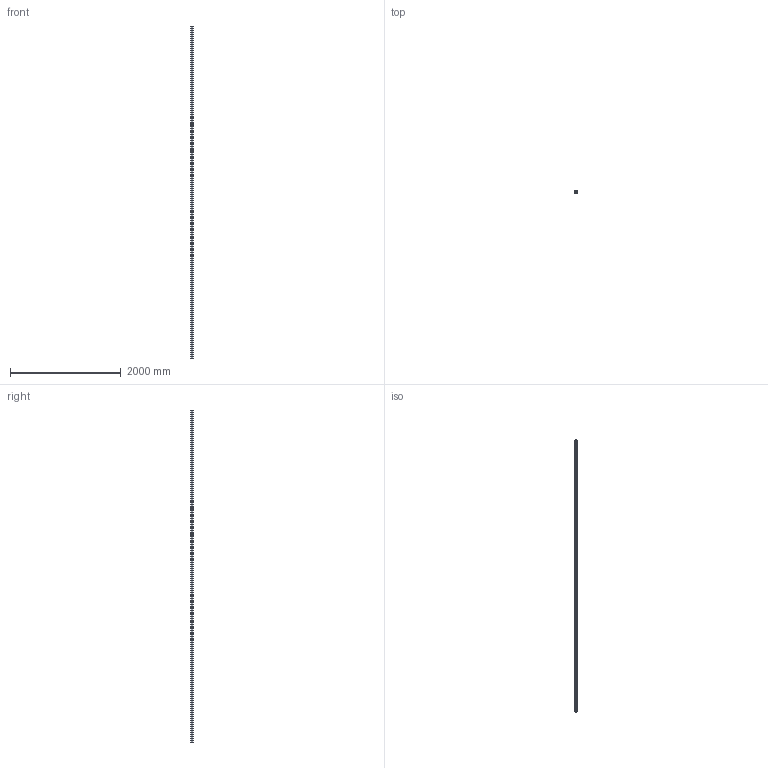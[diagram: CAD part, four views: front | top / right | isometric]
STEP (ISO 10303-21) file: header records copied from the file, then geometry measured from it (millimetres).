
FILE_DESCRIPTION (( 'STEP AP203' ), '1' );
FILE_NAME ('C01-1.STEP', '2018-04-02T17:05:36', ( 'User2' ), ( '' ), 'SwSTEP 2.0', 'SolidWorks 2007', '' );
FILE_SCHEMA (( 'CONFIG_CONTROL_DESIGN' ));
Length unit declared in the file: millimetre
Products named in the file (1): C01-1
Bounding box: 40 x 40 x 6000 mm (x, y, z)
Volume: 4660057.3 mm3; surface area: 2641136.6 mm2
Topology: 1 solids, 1 shells, 56 faces, 162 edges, 108 vertices
Faces by surface type: plane 46, cylinder 10
Entity records: 1923 total; most frequent: CARTESIAN_POINT 327, ORIENTED_EDGE 324, DIRECTION 296, EDGE_CURVE 162, LINE 142, VECTOR 142, VERTEX_POINT 108, AXIS2_PLACEMENT_3D 77
